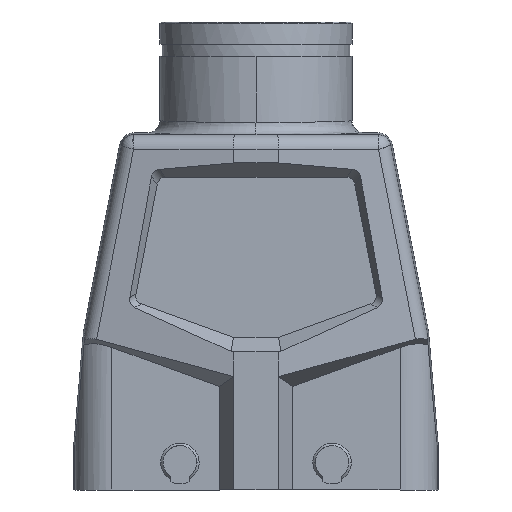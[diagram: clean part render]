
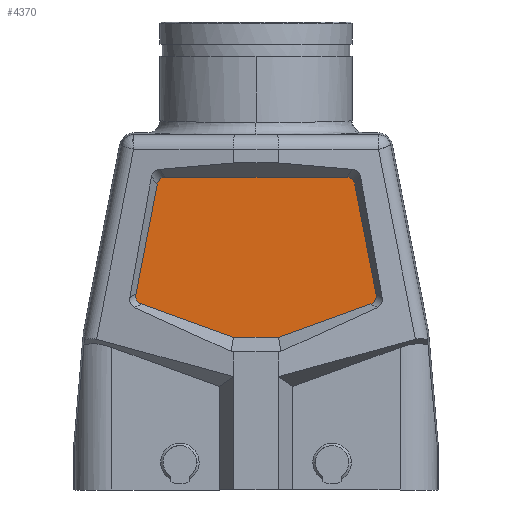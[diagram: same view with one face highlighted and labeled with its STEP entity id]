
A CAD part, left-side view. The second image highlights one B-rep face of the part: STEP entity #4370.
In plain terms, the highlighted planar face has unit normal (-1, 0, 0).
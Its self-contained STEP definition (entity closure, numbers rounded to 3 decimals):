
#2102=AXIS2_PLACEMENT_3D('Plane Axis2P3D',#2099,#2100,#2101) ;
#2099=CARTESIAN_POINT('Axis2P3D Location',(6.,41.035,-15.031)) ;
#3228=CARTESIAN_POINT('Line Origine',(6.,37.,30.967)) ;
#3232=CARTESIAN_POINT('Vertex',(6.,41.563,30.967)) ;
#3234=CARTESIAN_POINT('Vertex',(6.,32.437,30.967)) ;
#3890=CARTESIAN_POINT('Vertex',(6.,13.721,37.779)) ;
#3893=CARTESIAN_POINT('Line Origine',(6.,23.079,34.373)) ;
#3911=CARTESIAN_POINT('Control Point',(6.,13.721,37.779)) ;
#3912=CARTESIAN_POINT('Control Point',(6.,13.204,37.967)) ;
#3913=CARTESIAN_POINT('Control Point',(5.999,12.785,38.328)) ;
#3914=CARTESIAN_POINT('Control Point',(6.,12.577,38.837)) ;
#3915=CARTESIAN_POINT('Control Point',(6.,12.577,39.368)) ;
#3916=CARTESIAN_POINT('Vertex',(6.,12.577,39.368)) ;
#3923=CARTESIAN_POINT('Vertex',(6.,12.613,39.737)) ;
#3927=CARTESIAN_POINT('Control Point',(6.,12.577,39.368)) ;
#3928=CARTESIAN_POINT('Control Point',(6.,12.577,39.491)) ;
#3929=CARTESIAN_POINT('Control Point',(6.,12.589,39.614)) ;
#3930=CARTESIAN_POINT('Control Point',(6.,12.613,39.737)) ;
#3950=CARTESIAN_POINT('Vertex',(6.,16.96,62.098)) ;
#3953=CARTESIAN_POINT('Line Origine',(6.,14.786,50.918)) ;
#3974=CARTESIAN_POINT('Vertex',(6.,18.66,63.5)) ;
#3978=CARTESIAN_POINT('Control Point',(6.,18.66,63.5)) ;
#3979=CARTESIAN_POINT('Control Point',(6.,18.034,63.5)) ;
#3980=CARTESIAN_POINT('Control Point',(6.,17.448,63.241)) ;
#3981=CARTESIAN_POINT('Control Point',(6.,17.079,62.712)) ;
#3982=CARTESIAN_POINT('Control Point',(6.,16.96,62.098)) ;
#4000=CARTESIAN_POINT('Vertex',(6.,55.34,63.5)) ;
#4005=CARTESIAN_POINT('Line Origine',(6.,37.,63.5)) ;
#4303=CARTESIAN_POINT('Control Point',(6.,57.04,62.098)) ;
#4304=CARTESIAN_POINT('Control Point',(6.,57.002,62.298)) ;
#4305=CARTESIAN_POINT('Control Point',(6.,56.939,62.488)) ;
#4306=CARTESIAN_POINT('Control Point',(6.,56.852,62.665)) ;
#4307=CARTESIAN_POINT('Control Point',(6.,56.635,62.983)) ;
#4308=CARTESIAN_POINT('Control Point',(6.,56.34,63.223)) ;
#4309=CARTESIAN_POINT('Control Point',(6.,56.177,63.32)) ;
#4310=CARTESIAN_POINT('Control Point',(6.,55.914,63.428)) ;
#4311=CARTESIAN_POINT('Control Point',(6.,55.63,63.482)) ;
#4312=CARTESIAN_POINT('Control Point',(6.,55.534,63.494)) ;
#4313=CARTESIAN_POINT('Control Point',(6.,55.438,63.5)) ;
#4314=CARTESIAN_POINT('Control Point',(6.,55.34,63.5)) ;
#4315=CARTESIAN_POINT('Vertex',(6.,57.04,62.098)) ;
#4318=CARTESIAN_POINT('Line Origine',(6.,59.214,50.918)) ;
#4322=CARTESIAN_POINT('Vertex',(6.,61.387,39.737)) ;
#4326=CARTESIAN_POINT('Control Point',(6.,61.387,39.737)) ;
#4327=CARTESIAN_POINT('Control Point',(6.,61.401,39.663)) ;
#4328=CARTESIAN_POINT('Control Point',(6.,61.412,39.589)) ;
#4329=CARTESIAN_POINT('Control Point',(6.,61.42,39.515)) ;
#4330=CARTESIAN_POINT('Control Point',(6.,61.423,39.441)) ;
#4331=CARTESIAN_POINT('Control Point',(6.,61.423,39.368)) ;
#4332=CARTESIAN_POINT('Vertex',(6.,61.423,39.368)) ;
#4336=CARTESIAN_POINT('Control Point',(6.,61.423,39.368)) ;
#4337=CARTESIAN_POINT('Control Point',(6.,61.423,39.174)) ;
#4338=CARTESIAN_POINT('Control Point',(6.,61.398,38.983)) ;
#4339=CARTESIAN_POINT('Control Point',(6.,61.346,38.8)) ;
#4340=CARTESIAN_POINT('Control Point',(6.,61.191,38.454)) ;
#4341=CARTESIAN_POINT('Control Point',(6.,60.941,38.166)) ;
#4342=CARTESIAN_POINT('Control Point',(6.,60.794,38.04)) ;
#4343=CARTESIAN_POINT('Control Point',(6.,60.599,37.915)) ;
#4344=CARTESIAN_POINT('Control Point',(6.,60.383,37.819)) ;
#4345=CARTESIAN_POINT('Control Point',(6.,60.349,37.805)) ;
#4346=CARTESIAN_POINT('Control Point',(6.,60.314,37.791)) ;
#4347=CARTESIAN_POINT('Control Point',(6.,60.279,37.779)) ;
#4348=CARTESIAN_POINT('Vertex',(6.,60.279,37.779)) ;
#4351=CARTESIAN_POINT('Line Origine',(6.,50.921,34.373)) ;
#2100=DIRECTION('Axis2P3D Direction',(1.,0.,0.)) ;
#2101=DIRECTION('Axis2P3D XDirection',(0.,1.,0.)) ;
#3229=DIRECTION('Vector Direction',(0.,-1.,0.)) ;
#3894=DIRECTION('Vector Direction',(0.,-0.94,0.342)) ;
#3954=DIRECTION('Vector Direction',(0.,0.191,0.982)) ;
#4006=DIRECTION('Vector Direction',(0.,1.,0.)) ;
#4319=DIRECTION('Vector Direction',(0.,0.191,-0.982)) ;
#4352=DIRECTION('Vector Direction',(0.,-0.94,-0.342)) ;
#3230=VECTOR('Line Direction',#3229,1.) ;
#3895=VECTOR('Line Direction',#3894,1.) ;
#3955=VECTOR('Line Direction',#3954,1.) ;
#4007=VECTOR('Line Direction',#4006,1.) ;
#4320=VECTOR('Line Direction',#4319,1.) ;
#4353=VECTOR('Line Direction',#4352,1.) ;
#4357=ORIENTED_EDGE('',*,*,#4317,.F.) ;
#4358=ORIENTED_EDGE('',*,*,#4324,.T.) ;
#4359=ORIENTED_EDGE('',*,*,#4334,.T.) ;
#4360=ORIENTED_EDGE('',*,*,#4350,.T.) ;
#4361=ORIENTED_EDGE('',*,*,#4355,.T.) ;
#4362=ORIENTED_EDGE('',*,*,#3236,.T.) ;
#4363=ORIENTED_EDGE('',*,*,#3897,.T.) ;
#4364=ORIENTED_EDGE('',*,*,#3918,.T.) ;
#4365=ORIENTED_EDGE('',*,*,#3931,.T.) ;
#4366=ORIENTED_EDGE('',*,*,#3957,.T.) ;
#4367=ORIENTED_EDGE('',*,*,#3983,.F.) ;
#4368=ORIENTED_EDGE('',*,*,#4009,.T.) ;
#4370=ADVANCED_FACE('MANIFOLD_SOLID_BREP #40',(#4369),#2103,.F.) ;
#3910=B_SPLINE_CURVE_WITH_KNOTS('',4,(#3911,#3912,#3913,#3914,#3915),.UNSPECIFIED.,.F.,.U.,(5,5),(0.,3.057),.UNSPECIFIED.) ;
#3926=B_SPLINE_CURVE_WITH_KNOTS('',3,(#3927,#3928,#3929,#3930),.UNSPECIFIED.,.F.,.U.,(4,4),(0.,0.525),.UNSPECIFIED.) ;
#3977=B_SPLINE_CURVE_WITH_KNOTS('',4,(#3978,#3979,#3980,#3981,#3982),.UNSPECIFIED.,.F.,.U.,(5,5),(0.,3.538),.UNSPECIFIED.) ;
#4302=B_SPLINE_CURVE_WITH_KNOTS('',5,(#4303,#4304,#4305,#4306,#4307,#4308,#4309,#4310,#4311,#4312,#4313,#4314),.UNSPECIFIED.,.F.,.U.,(6,3,3,6),(0.,1.436,2.848,3.538),.UNSPECIFIED.) ;
#4325=B_SPLINE_CURVE_WITH_KNOTS('',5,(#4326,#4327,#4328,#4329,#4330,#4331),.UNSPECIFIED.,.F.,.U.,(6,6),(0.,0.525),.UNSPECIFIED.) ;
#4335=B_SPLINE_CURVE_WITH_KNOTS('',5,(#4336,#4337,#4338,#4339,#4340,#4341,#4342,#4343,#4344,#4345,#4346,#4347),.UNSPECIFIED.,.F.,.U.,(6,3,3,6),(0.,1.397,2.799,3.057),.UNSPECIFIED.) ;
#3236=EDGE_CURVE('',#3233,#3235,#3231,.T.) ;
#3897=EDGE_CURVE('',#3235,#3891,#3896,.T.) ;
#3918=EDGE_CURVE('',#3891,#3917,#3910,.T.) ;
#3931=EDGE_CURVE('',#3917,#3924,#3926,.T.) ;
#3957=EDGE_CURVE('',#3924,#3951,#3956,.T.) ;
#3983=EDGE_CURVE('',#3975,#3951,#3977,.T.) ;
#4009=EDGE_CURVE('',#3975,#4001,#4008,.T.) ;
#4317=EDGE_CURVE('',#4316,#4001,#4302,.T.) ;
#4324=EDGE_CURVE('',#4316,#4323,#4321,.T.) ;
#4334=EDGE_CURVE('',#4323,#4333,#4325,.T.) ;
#4350=EDGE_CURVE('',#4333,#4349,#4335,.T.) ;
#4355=EDGE_CURVE('',#4349,#3233,#4354,.T.) ;
#4356=EDGE_LOOP('',(#4357,#4358,#4359,#4360,#4361,#4362,#4363,#4364,#4365,#4366,#4367,#4368)) ;
#4369=FACE_OUTER_BOUND('',#4356,.T.) ;
#3231=LINE('Line',#3228,#3230) ;
#3896=LINE('Line',#3893,#3895) ;
#3956=LINE('Line',#3953,#3955) ;
#4008=LINE('Line',#4005,#4007) ;
#4321=LINE('Line',#4318,#4320) ;
#4354=LINE('Line',#4351,#4353) ;
#2103=PLANE('',#2102) ;
#3233=VERTEX_POINT('',#3232) ;
#3235=VERTEX_POINT('',#3234) ;
#3891=VERTEX_POINT('',#3890) ;
#3917=VERTEX_POINT('',#3916) ;
#3924=VERTEX_POINT('',#3923) ;
#3951=VERTEX_POINT('',#3950) ;
#3975=VERTEX_POINT('',#3974) ;
#4001=VERTEX_POINT('',#4000) ;
#4316=VERTEX_POINT('',#4315) ;
#4323=VERTEX_POINT('',#4322) ;
#4333=VERTEX_POINT('',#4332) ;
#4349=VERTEX_POINT('',#4348) ;
